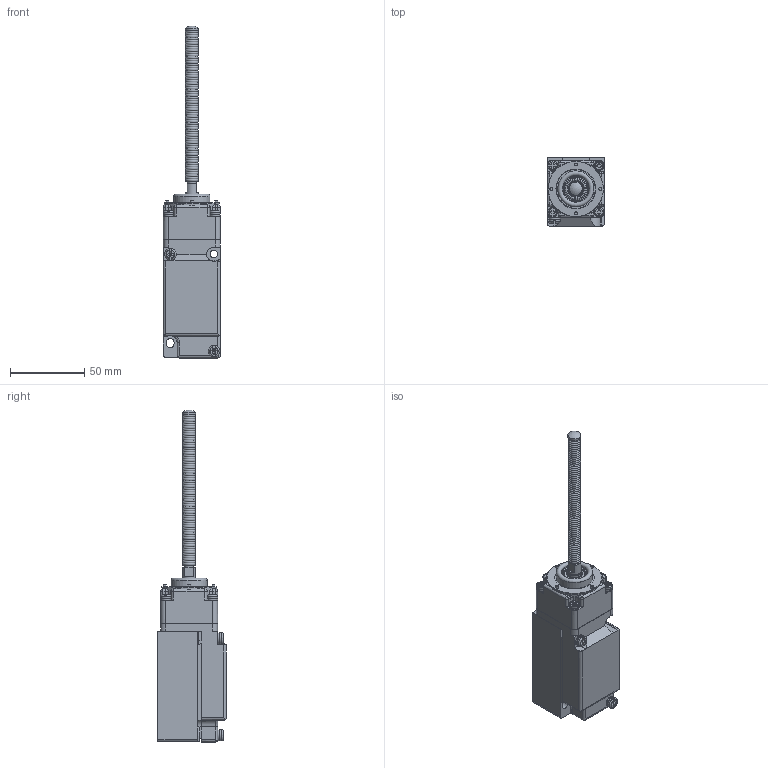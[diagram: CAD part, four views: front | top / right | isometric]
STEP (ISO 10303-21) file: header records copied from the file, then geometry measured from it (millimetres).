
FILE_DESCRIPTION (( 'STEP AP214' ), '1' );
FILE_NAME ('F25AW4.STEP', '2019-08-07T22:22:55', ( '' ), ( '' ), 'SwSTEP 2.0', 'SolidWorks 2018', '' );
FILE_SCHEMA (( 'AUTOMOTIVE_DESIGN' ));
Length unit declared in the file: inch
Products named in the file (1): F25AW4
Bounding box: 38.61 x 45.95 x 223.43 mm (x, y, z)
Volume: 165871.7 mm3; surface area: 54691.9 mm2
Topology: 80 solids, 80 shells, 784 faces, 1853 edges, 1128 vertices
Faces by surface type: cone 274, plane 250, cylinder 138, torus 83, bspline 37, sphere 2
Full cylindrical faces by diameter (mm): 1.587 x1, 1.956 x12, 3.556 x4, 4.496 x4, 4.826 x5, 5.08 x3, 5.715 x4, 5.842 x2, 5.893 x2, 6.35 x4, 6.604 x4, 7.62 x2, 7.671 x2, 8.636 x2, 8.738 x1, 9.398 x1, 10.16 x1, 23.368 x1, 24.282 x1, 26.772 x2, 37.033 x3
Entity records: 24262 total; most frequent: CARTESIAN_POINT 7877, DIRECTION 3142, ORIENTED_EDGE 2824, EDGE_CURVE 1412, AXIS2_PLACEMENT_3D 1225, EDGE_LOOP 994, VERTEX_POINT 968, FACE_OUTER_BOUND 805
